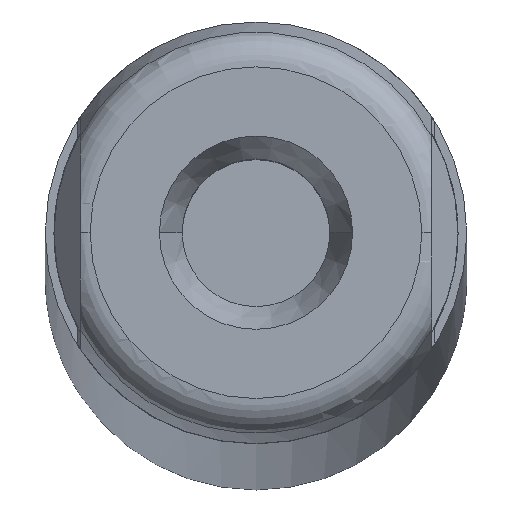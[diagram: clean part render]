
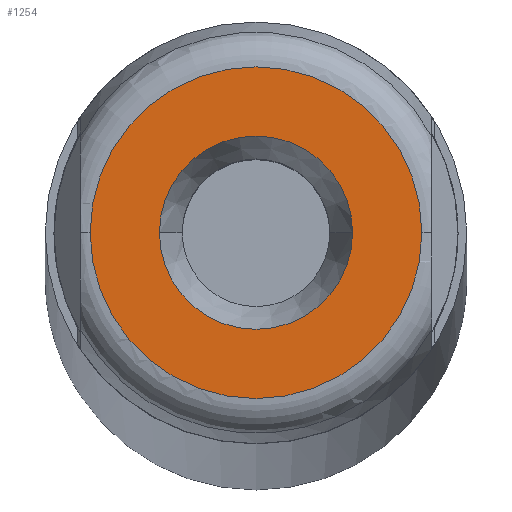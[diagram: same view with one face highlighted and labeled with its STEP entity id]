
A CAD part, top view. The second image highlights one B-rep face of the part: STEP entity #1254.
In plain terms, the highlighted planar face has unit normal (0, 0, 1).
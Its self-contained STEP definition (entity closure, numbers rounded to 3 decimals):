
#30 = EDGE_CURVE ( 'NONE', #1213, #127, #448, .T. ) ;
#88 = VERTEX_POINT ( 'NONE', #845 ) ;
#89 = ORIENTED_EDGE ( 'NONE', *, *, #132, .F. ) ;
#108 = EDGE_LOOP ( 'NONE', ( #89, #187 ) ) ;
#127 = VERTEX_POINT ( 'NONE', #1132 ) ;
#132 = EDGE_CURVE ( 'NONE', #127, #1213, #1162, .T. ) ;
#187 = ORIENTED_EDGE ( 'NONE', *, *, #30, .F. ) ;
#214 = EDGE_CURVE ( 'NONE', #88, #517, #1061, .T. ) ;
#278 = EDGE_LOOP ( 'NONE', ( #1250, #957 ) ) ;
#448 = CIRCLE ( 'NONE', #449, 2.75 ) ;
#449 = AXIS2_PLACEMENT_3D ( 'NONE', #450, #451, #452 ) ;
#450 = CARTESIAN_POINT ( 'NONE',  ( 0., 0., 0. ) ) ;
#451 = DIRECTION ( 'NONE',  ( 0., 0., 1. ) ) ;
#452 = DIRECTION ( 'NONE',  ( 1., 0., 0. ) ) ;
#517 = VERTEX_POINT ( 'NONE', #747 ) ;
#640 = CARTESIAN_POINT ( 'NONE',  ( -2.75, 0., 0. ) ) ;
#747 = CARTESIAN_POINT ( 'NONE',  ( -4.72, 0., 0. ) ) ;
#839 = CIRCLE ( 'NONE', #840, 4.72 ) ;
#840 = AXIS2_PLACEMENT_3D ( 'NONE', #841, #842, #843 ) ;
#841 = CARTESIAN_POINT ( 'NONE',  ( 0., 0., 0. ) ) ;
#842 = DIRECTION ( 'NONE',  ( 0., 0., 1. ) ) ;
#843 = DIRECTION ( 'NONE',  ( 1., 0., 0. ) ) ;
#845 = CARTESIAN_POINT ( 'NONE',  ( 4.72, 0., 0. ) ) ;
#897 = FACE_BOUND ( 'NONE', #108, .T. ) ;
#898 = FACE_OUTER_BOUND ( 'NONE', #278, .T. ) ;
#899 = PLANE ( 'NONE',  #900 ) ;
#900 = AXIS2_PLACEMENT_3D ( 'NONE', #901, #902, #903 ) ;
#901 = CARTESIAN_POINT ( 'NONE',  ( 0., 0., 0. ) ) ;
#902 = DIRECTION ( 'NONE',  ( 0., 0., -1. ) ) ;
#903 = DIRECTION ( 'NONE',  ( -1., 0., 0. ) ) ;
#957 = ORIENTED_EDGE ( 'NONE', *, *, #1244, .T. ) ;
#1061 = CIRCLE ( 'NONE', #1062, 4.72 ) ;
#1062 = AXIS2_PLACEMENT_3D ( 'NONE', #1063, #1064, #1065 ) ;
#1063 = CARTESIAN_POINT ( 'NONE',  ( 0., 0., 0. ) ) ;
#1064 = DIRECTION ( 'NONE',  ( 0., 0., 1. ) ) ;
#1065 = DIRECTION ( 'NONE',  ( 1., 0., 0. ) ) ;
#1132 = CARTESIAN_POINT ( 'NONE',  ( 2.75, 0., 0. ) ) ;
#1162 = CIRCLE ( 'NONE', #1163, 2.75 ) ;
#1163 = AXIS2_PLACEMENT_3D ( 'NONE', #1164, #1165, #1166 ) ;
#1164 = CARTESIAN_POINT ( 'NONE',  ( 0., 0., 0. ) ) ;
#1165 = DIRECTION ( 'NONE',  ( 0., 0., 1. ) ) ;
#1166 = DIRECTION ( 'NONE',  ( 1., 0., 0. ) ) ;
#1213 = VERTEX_POINT ( 'NONE', #640 ) ;
#1244 = EDGE_CURVE ( 'NONE', #517, #88, #839, .T. ) ;
#1250 = ORIENTED_EDGE ( 'NONE', *, *, #214, .T. ) ;
#1254 = ADVANCED_FACE ( 'NONE', ( #897, #898 ), #899, .F. ) ;
